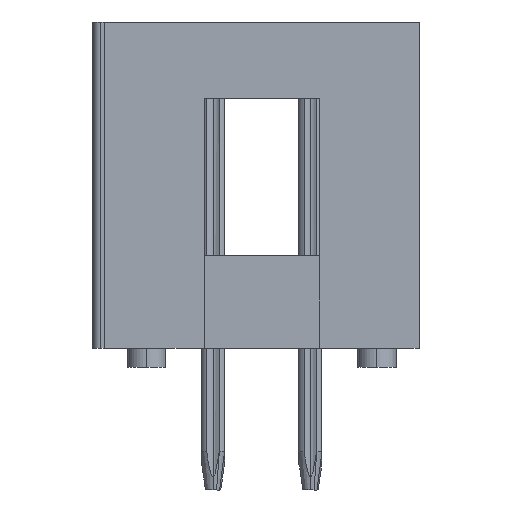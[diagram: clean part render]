
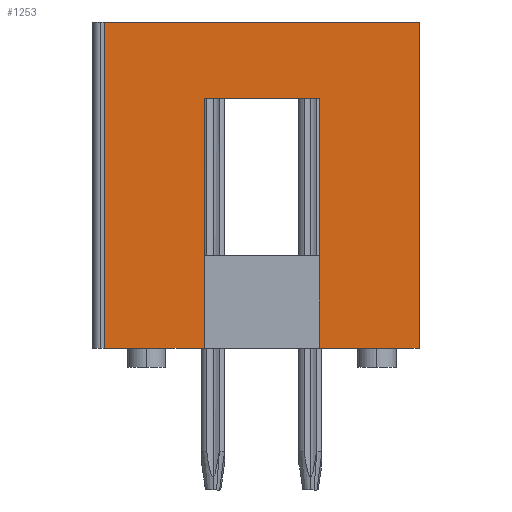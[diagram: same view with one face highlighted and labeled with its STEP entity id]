
A CAD part, left-side view. The second image highlights one B-rep face of the part: STEP entity #1253.
In plain terms, the highlighted planar face has unit normal (-1, 0, 0).
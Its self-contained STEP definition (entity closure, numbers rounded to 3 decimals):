
#4 = LINE ( 'NONE', #196, #2873 ) ;
#12 = DIRECTION ( 'NONE',  ( 0., 0., -1. ) ) ;
#38 = CARTESIAN_POINT ( 'NONE',  ( -16.35, -1.5, 0. ) ) ;
#58 = DIRECTION ( 'NONE',  ( 0., 0., -1. ) ) ;
#68 = DIRECTION ( 'NONE',  ( 0., 0., 1. ) ) ;
#81 = CARTESIAN_POINT ( 'NONE',  ( -16.35, 0., 9. ) ) ;
#107 = DIRECTION ( 'NONE',  ( 0., 1., 0. ) ) ;
#125 = LINE ( 'NONE', #38, #2896 ) ;
#145 = LINE ( 'NONE', #81, #2493 ) ;
#155 = LINE ( 'NONE', #158, #2470 ) ;
#158 = CARTESIAN_POINT ( 'NONE',  ( -16.35, 0., 0.5 ) ) ;
#165 = CARTESIAN_POINT ( 'NONE',  ( -16.35, 1.5, 0. ) ) ;
#173 = DIRECTION ( 'NONE',  ( 0., -1., 0. ) ) ;
#196 = CARTESIAN_POINT ( 'NONE',  ( -16.35, 0., 0.5 ) ) ;
#198 = LINE ( 'NONE', #165, #2490 ) ;
#210 = DIRECTION ( 'NONE',  ( 0., 1., 0. ) ) ;
#239 = LINE ( 'NONE', #241, #2881 ) ;
#241 = CARTESIAN_POINT ( 'NONE',  ( -16.35, -4.1, 0. ) ) ;
#899 = EDGE_CURVE ( 'NONE', #1423, #1417, #125, .T. ) ;
#918 = EDGE_CURVE ( 'NONE', #1511, #1506, #239, .T. ) ;
#924 = EDGE_CURVE ( 'NONE', #1506, #1417, #4, .T. ) ;
#927 = EDGE_CURVE ( 'NONE', #1462, #1447, #198, .T. ) ;
#928 = EDGE_CURVE ( 'NONE', #1462, #1434, #155, .T. ) ;
#929 = EDGE_CURVE ( 'NONE', #1424, #1511, #145, .T. ) ;
#1008 = EDGE_CURVE ( 'NONE', #1447, #1423, #4098, .T. ) ;
#1253 = ADVANCED_FACE ( 'NONE', ( #3505 ), #3586, .T. ) ;
#1331 = EDGE_CURVE ( 'NONE', #1424, #1434, #3124, .T. ) ;
#1417 = VERTEX_POINT ( 'NONE', #3148 ) ;
#1423 = VERTEX_POINT ( 'NONE', #3185 ) ;
#1424 = VERTEX_POINT ( 'NONE', #3176 ) ;
#1434 = VERTEX_POINT ( 'NONE', #3167 ) ;
#1447 = VERTEX_POINT ( 'NONE', #3201 ) ;
#1462 = VERTEX_POINT ( 'NONE', #2911 ) ;
#1487 = EDGE_LOOP ( 'NONE', ( #2767, #2757, #2756, #1621, #1625, #1612, #2747, #2746 ) ) ;
#1506 = VERTEX_POINT ( 'NONE', #3198 ) ;
#1511 = VERTEX_POINT ( 'NONE', #3109 ) ;
#1612 = ORIENTED_EDGE ( 'NONE', *, *, #918, .F. ) ;
#1621 = ORIENTED_EDGE ( 'NONE', *, *, #899, .T. ) ;
#1625 = ORIENTED_EDGE ( 'NONE', *, *, #924, .F. ) ;
#2470 = VECTOR ( 'NONE', #107, 1000. ) ;
#2490 = VECTOR ( 'NONE', #68, 1000. ) ;
#2493 = VECTOR ( 'NONE', #173, 1000. ) ;
#2660 = VECTOR ( 'NONE', #3140, 1000. ) ;
#2746 = ORIENTED_EDGE ( 'NONE', *, *, #1331, .T. ) ;
#2747 = ORIENTED_EDGE ( 'NONE', *, *, #929, .F. ) ;
#2756 = ORIENTED_EDGE ( 'NONE', *, *, #1008, .T. ) ;
#2757 = ORIENTED_EDGE ( 'NONE', *, *, #927, .T. ) ;
#2767 = ORIENTED_EDGE ( 'NONE', *, *, #928, .F. ) ;
#2873 = VECTOR ( 'NONE', #210, 1000. ) ;
#2881 = VECTOR ( 'NONE', #12, 1000. ) ;
#2896 = VECTOR ( 'NONE', #58, 1000. ) ;
#2911 = CARTESIAN_POINT ( 'NONE',  ( -16.35, 1.5, 0.5 ) ) ;
#3109 = CARTESIAN_POINT ( 'NONE',  ( -16.35, -4.1, 9. ) ) ;
#3124 = LINE ( 'NONE', #3129, #2660 ) ;
#3129 = CARTESIAN_POINT ( 'NONE',  ( -16.35, 4.1, 0. ) ) ;
#3140 = DIRECTION ( 'NONE',  ( 0., 0., -1. ) ) ;
#3148 = CARTESIAN_POINT ( 'NONE',  ( -16.35, -1.5, 0.5 ) ) ;
#3167 = CARTESIAN_POINT ( 'NONE',  ( -16.35, 4.1, 0.5 ) ) ;
#3176 = CARTESIAN_POINT ( 'NONE',  ( -16.35, 4.1, 9. ) ) ;
#3185 = CARTESIAN_POINT ( 'NONE',  ( -16.35, -1.5, 7. ) ) ;
#3198 = CARTESIAN_POINT ( 'NONE',  ( -16.35, -4.1, 0.5 ) ) ;
#3201 = CARTESIAN_POINT ( 'NONE',  ( -16.35, 1.5, 7. ) ) ;
#3359 = VECTOR ( 'NONE', #4093, 1000. ) ;
#3505 = FACE_OUTER_BOUND ( 'NONE', #1487, .T. ) ;
#3525 = AXIS2_PLACEMENT_3D ( 'NONE', #3617, #3590, #3591 ) ;
#3586 = PLANE ( 'NONE',  #3525 ) ;
#3590 = DIRECTION ( 'NONE',  ( -1., 0., 0. ) ) ;
#3591 = DIRECTION ( 'NONE',  ( 0., 0., 1. ) ) ;
#3617 = CARTESIAN_POINT ( 'NONE',  ( -16.35, 4.1, 0. ) ) ;
#4093 = DIRECTION ( 'NONE',  ( 0., -1., 0. ) ) ;
#4098 = LINE ( 'NONE', #4099, #3359 ) ;
#4099 = CARTESIAN_POINT ( 'NONE',  ( -16.35, 4.1, 7. ) ) ;
